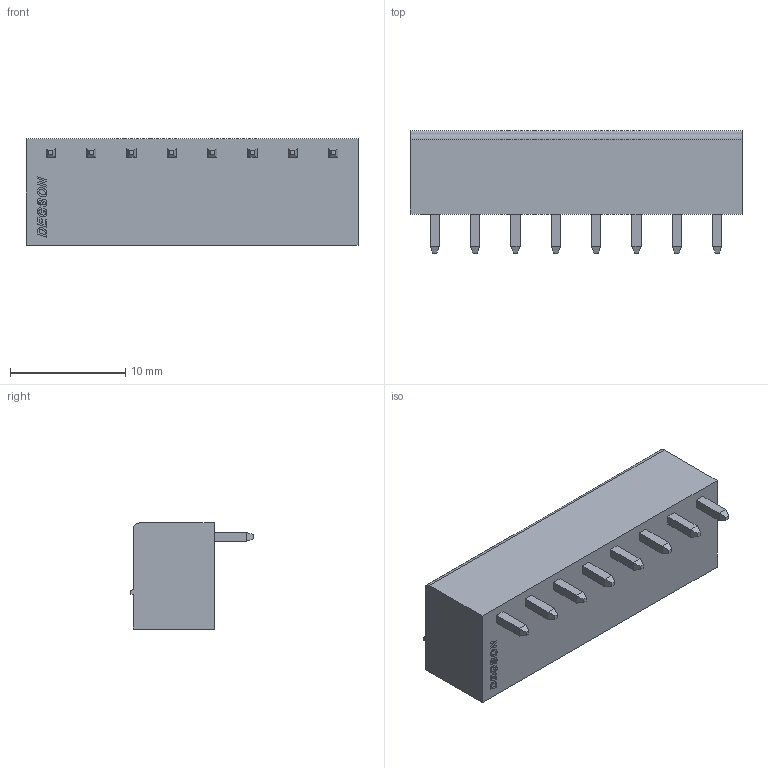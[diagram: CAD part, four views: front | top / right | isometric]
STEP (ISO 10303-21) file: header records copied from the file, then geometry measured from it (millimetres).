
FILE_DESCRIPTION(/* description */ (''),/* implementation_level */ '2;1');
FILE_NAME(/* name */ '15EDGRC-3.5-08P-1Y-00A(H).stp',/* time_stamp */ '2020-05-22T11:33:53+08:00',/* author */ (''),/* organization */ (''),/* preprocessor_version */ 'ST-DEVELOPER v14',/* originating_system */ 'SIEMENS PLM Software NX 8.0',/* authorisation */ '');
FILE_SCHEMA (('AP203_CONFIGURATION_CONTROLLED_3D_DESIGN_OF_MECHANICAL_PARTS_AND_ASSEMBLIES_MIM_LF { 1 0 10303 403 2 1 2}'));
Length unit declared in the file: millimetre
Products named in the file (1): Admi13DCCAE1poyp
Bounding box: 28.8 x 10.64 x 9.2 mm (x, y, z)
Volume: 1001.7 mm3; surface area: 2387.1 mm2
Topology: 1 solids, 1 shells, 654 faces, 1772 edges, 1160 vertices
Faces by surface type: plane 620, cone 24, cylinder 10
Entity records: 20233 total; most frequent: CARTESIAN_POINT 3650, ORIENTED_EDGE 3544, DIRECTION 3137, EDGE_CURVE 1772, LINE 1675, VECTOR 1675, VERTEX_POINT 1160, AXIS2_PLACEMENT_3D 731
